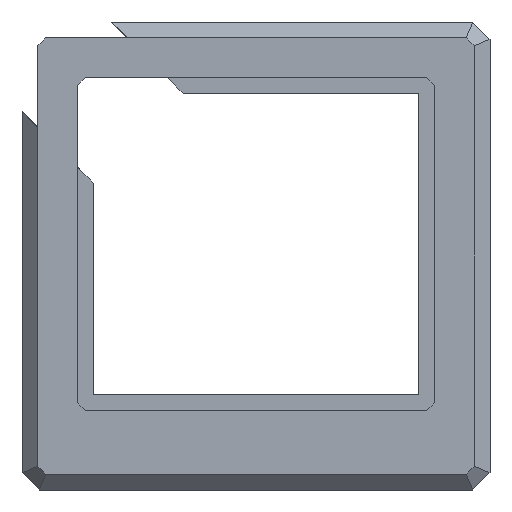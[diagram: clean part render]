
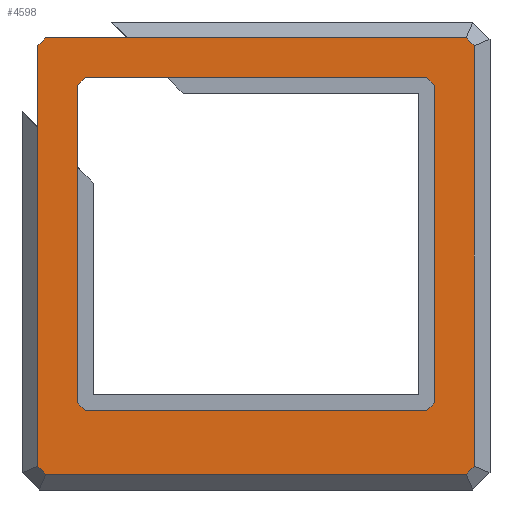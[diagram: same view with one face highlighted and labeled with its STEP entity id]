
A CAD part, front view. The second image highlights one B-rep face of the part: STEP entity #4598.
In plain terms, the highlighted planar face has unit normal (0, -1, 0).
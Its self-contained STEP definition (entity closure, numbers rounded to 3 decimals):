
#7 = EDGE_CURVE ( 'NONE', #1071, #909, #3390, .T. ) ;
#16 = ORIENTED_EDGE ( 'NONE', *, *, #4758, .T. ) ;
#167 = EDGE_CURVE ( 'NONE', #744, #1232, #1250, .T. ) ;
#168 = VECTOR ( 'NONE', #3604, 1000. ) ;
#213 = LINE ( 'NONE', #3221, #339 ) ;
#227 = VECTOR ( 'NONE', #283, 1000. ) ;
#250 = CARTESIAN_POINT ( 'NONE',  ( -27.5, -16., 0. ) ) ;
#283 = DIRECTION ( 'NONE',  ( -0.707, 0., -0.707 ) ) ;
#288 = CARTESIAN_POINT ( 'NONE',  ( 26.5, -16., 27.5 ) ) ;
#296 = LINE ( 'NONE', #1791, #367 ) ;
#329 = DIRECTION ( 'NONE',  ( 0.707, 0., 0.707 ) ) ;
#337 = CARTESIAN_POINT ( 'NONE',  ( -21.5, -16., -19.5 ) ) ;
#339 = VECTOR ( 'NONE', #1024, 1000. ) ;
#360 = CARTESIAN_POINT ( 'NONE',  ( 0., -16., -19.5 ) ) ;
#367 = VECTOR ( 'NONE', #3284, 1000. ) ;
#404 = CARTESIAN_POINT ( 'NONE',  ( 27.5, -16., -26.5 ) ) ;
#417 = AXIS2_PLACEMENT_3D ( 'NONE', #2505, #602, #1774 ) ;
#436 = VECTOR ( 'NONE', #2893, 1000. ) ;
#466 = ORIENTED_EDGE ( 'NONE', *, *, #2844, .T. ) ;
#554 = VERTEX_POINT ( 'NONE', #3917 ) ;
#571 = LINE ( 'NONE', #4771, #4192 ) ;
#602 = DIRECTION ( 'NONE',  ( 0., 1., 0. ) ) ;
#629 = VECTOR ( 'NONE', #3969, 1000. ) ;
#643 = LINE ( 'NONE', #2120, #168 ) ;
#648 = VECTOR ( 'NONE', #329, 1000. ) ;
#715 = VECTOR ( 'NONE', #882, 1000. ) ;
#718 = EDGE_CURVE ( 'NONE', #3925, #2576, #296, .T. ) ;
#722 = CARTESIAN_POINT ( 'NONE',  ( -26.5, -16., -27.5 ) ) ;
#735 = CARTESIAN_POINT ( 'NONE',  ( 22.5, -16., -18.5 ) ) ;
#744 = VERTEX_POINT ( 'NONE', #735 ) ;
#762 = DIRECTION ( 'NONE',  ( -1., 0., 0. ) ) ;
#790 = VERTEX_POINT ( 'NONE', #4060 ) ;
#860 = CARTESIAN_POINT ( 'NONE',  ( -26.5, -16., -27.5 ) ) ;
#882 = DIRECTION ( 'NONE',  ( 0., 0., 1. ) ) ;
#909 = VERTEX_POINT ( 'NONE', #2033 ) ;
#933 = CARTESIAN_POINT ( 'NONE',  ( 27.5, -16., 26.5 ) ) ;
#937 = VERTEX_POINT ( 'NONE', #2864 ) ;
#1024 = DIRECTION ( 'NONE',  ( 0., 0., 1. ) ) ;
#1071 = VERTEX_POINT ( 'NONE', #337 ) ;
#1084 = ORIENTED_EDGE ( 'NONE', *, *, #3745, .T. ) ;
#1158 = CARTESIAN_POINT ( 'NONE',  ( 0., -16., -27.5 ) ) ;
#1170 = CARTESIAN_POINT ( 'NONE',  ( -21.5, -16., 22.5 ) ) ;
#1232 = VERTEX_POINT ( 'NONE', #2734 ) ;
#1250 = LINE ( 'NONE', #2733, #715 ) ;
#1265 = VERTEX_POINT ( 'NONE', #860 ) ;
#1371 = EDGE_CURVE ( 'NONE', #937, #1265, #3385, .T. ) ;
#1372 = EDGE_CURVE ( 'NONE', #1071, #4322, #4141, .T. ) ;
#1382 = ORIENTED_EDGE ( 'NONE', *, *, #4624, .T. ) ;
#1405 = ORIENTED_EDGE ( 'NONE', *, *, #3277, .T. ) ;
#1413 = VECTOR ( 'NONE', #762, 1000. ) ;
#1484 = DIRECTION ( 'NONE',  ( -0.707, 0., 0.707 ) ) ;
#1504 = LINE ( 'NONE', #404, #648 ) ;
#1633 = VECTOR ( 'NONE', #1853, 1000. ) ;
#1668 = EDGE_CURVE ( 'NONE', #744, #909, #1794, .T. ) ;
#1684 = EDGE_CURVE ( 'NONE', #2576, #2792, #643, .T. ) ;
#1744 = EDGE_CURVE ( 'NONE', #2481, #1265, #3400, .T. ) ;
#1774 = DIRECTION ( 'NONE',  ( 0., 0., 1. ) ) ;
#1791 = CARTESIAN_POINT ( 'NONE',  ( 26.5, -16., 27.5 ) ) ;
#1794 = LINE ( 'NONE', #4302, #629 ) ;
#1805 = VERTEX_POINT ( 'NONE', #4490 ) ;
#1835 = CARTESIAN_POINT ( 'NONE',  ( 27.5, -16., 0. ) ) ;
#1853 = DIRECTION ( 'NONE',  ( 1., 0., 0. ) ) ;
#1925 = VECTOR ( 'NONE', #3303, 1000. ) ;
#2018 = VECTOR ( 'NONE', #3150, 1000. ) ;
#2030 = EDGE_CURVE ( 'NONE', #2616, #937, #2791, .T. ) ;
#2033 = CARTESIAN_POINT ( 'NONE',  ( 21.5, -16., -19.5 ) ) ;
#2120 = CARTESIAN_POINT ( 'NONE',  ( 0., -16., 27.5 ) ) ;
#2185 = ORIENTED_EDGE ( 'NONE', *, *, #1372, .T. ) ;
#2195 = EDGE_CURVE ( 'NONE', #3925, #1805, #2639, .T. ) ;
#2201 = CARTESIAN_POINT ( 'NONE',  ( -22.5, -16., -18.5 ) ) ;
#2293 = ORIENTED_EDGE ( 'NONE', *, *, #2195, .F. ) ;
#2307 = ORIENTED_EDGE ( 'NONE', *, *, #1668, .T. ) ;
#2479 = LINE ( 'NONE', #4305, #2018 ) ;
#2481 = VERTEX_POINT ( 'NONE', #4650 ) ;
#2505 = CARTESIAN_POINT ( 'NONE',  ( 0., -16., 0. ) ) ;
#2576 = VERTEX_POINT ( 'NONE', #288 ) ;
#2616 = VERTEX_POINT ( 'NONE', #2635 ) ;
#2635 = CARTESIAN_POINT ( 'NONE',  ( -27.5, -16., 26.5 ) ) ;
#2639 = LINE ( 'NONE', #1835, #1925 ) ;
#2661 = CARTESIAN_POINT ( 'NONE',  ( -26.5, -16., 27.5 ) ) ;
#2676 = DIRECTION ( 'NONE',  ( 0.707, 0., -0.707 ) ) ;
#2733 = CARTESIAN_POINT ( 'NONE',  ( 22.5, -16., 0. ) ) ;
#2734 = CARTESIAN_POINT ( 'NONE',  ( 22.5, -16., 21.5 ) ) ;
#2791 = LINE ( 'NONE', #250, #436 ) ;
#2792 = VERTEX_POINT ( 'NONE', #2661 ) ;
#2844 = EDGE_CURVE ( 'NONE', #2792, #2616, #3882, .T. ) ;
#2864 = CARTESIAN_POINT ( 'NONE',  ( -27.5, -16., -26.5 ) ) ;
#2879 = PLANE ( 'NONE',  #417 ) ;
#2893 = DIRECTION ( 'NONE',  ( 0., 0., -1. ) ) ;
#3048 = CARTESIAN_POINT ( 'NONE',  ( -22., -16., 22. ) ) ;
#3074 = LINE ( 'NONE', #3048, #4621 ) ;
#3140 = ORIENTED_EDGE ( 'NONE', *, *, #718, .T. ) ;
#3150 = DIRECTION ( 'NONE',  ( 1., 0., 0. ) ) ;
#3168 = VERTEX_POINT ( 'NONE', #1170 ) ;
#3221 = CARTESIAN_POINT ( 'NONE',  ( -22.5, -16., 0. ) ) ;
#3277 = EDGE_CURVE ( 'NONE', #3168, #554, #2479, .T. ) ;
#3284 = DIRECTION ( 'NONE',  ( -0.707, 0., 0.707 ) ) ;
#3291 = ORIENTED_EDGE ( 'NONE', *, *, #1684, .T. ) ;
#3303 = DIRECTION ( 'NONE',  ( 0., 0., -1. ) ) ;
#3331 = ORIENTED_EDGE ( 'NONE', *, *, #7, .F. ) ;
#3385 = LINE ( 'NONE', #722, #3829 ) ;
#3390 = LINE ( 'NONE', #360, #1633 ) ;
#3400 = LINE ( 'NONE', #1158, #1413 ) ;
#3505 = DIRECTION ( 'NONE',  ( 0.707, 0., 0.707 ) ) ;
#3536 = FACE_OUTER_BOUND ( 'NONE', #4212, .T. ) ;
#3604 = DIRECTION ( 'NONE',  ( -1., 0., 0. ) ) ;
#3614 = CARTESIAN_POINT ( 'NONE',  ( -27.5, -16., 26.5 ) ) ;
#3727 = ORIENTED_EDGE ( 'NONE', *, *, #1371, .T. ) ;
#3745 = EDGE_CURVE ( 'NONE', #554, #1232, #571, .T. ) ;
#3789 = ORIENTED_EDGE ( 'NONE', *, *, #4493, .T. ) ;
#3829 = VECTOR ( 'NONE', #2676, 1000. ) ;
#3882 = LINE ( 'NONE', #3614, #227 ) ;
#3917 = CARTESIAN_POINT ( 'NONE',  ( 21.5, -16., 22.5 ) ) ;
#3925 = VERTEX_POINT ( 'NONE', #933 ) ;
#3964 = DIRECTION ( 'NONE',  ( 0.707, 0., -0.707 ) ) ;
#3969 = DIRECTION ( 'NONE',  ( -0.707, 0., -0.707 ) ) ;
#3971 = ORIENTED_EDGE ( 'NONE', *, *, #2030, .T. ) ;
#4034 = ORIENTED_EDGE ( 'NONE', *, *, #167, .F. ) ;
#4060 = CARTESIAN_POINT ( 'NONE',  ( -22.5, -16., 21.5 ) ) ;
#4141 = LINE ( 'NONE', #4523, #4440 ) ;
#4192 = VECTOR ( 'NONE', #3964, 1000. ) ;
#4212 = EDGE_LOOP ( 'NONE', ( #4737, #1382, #2293, #3140, #3291, #466, #3971, #3727 ) ) ;
#4302 = CARTESIAN_POINT ( 'NONE',  ( 20.5, -16., -20.5 ) ) ;
#4305 = CARTESIAN_POINT ( 'NONE',  ( 0., -16., 22.5 ) ) ;
#4322 = VERTEX_POINT ( 'NONE', #2201 ) ;
#4440 = VECTOR ( 'NONE', #1484, 1000. ) ;
#4490 = CARTESIAN_POINT ( 'NONE',  ( 27.5, -16., -26.5 ) ) ;
#4493 = EDGE_CURVE ( 'NONE', #4322, #790, #213, .T. ) ;
#4523 = CARTESIAN_POINT ( 'NONE',  ( -20.5, -16., -20.5 ) ) ;
#4598 = ADVANCED_FACE ( 'NONE', ( #4691, #3536 ), #2879, .F. ) ;
#4621 = VECTOR ( 'NONE', #3505, 1000. ) ;
#4624 = EDGE_CURVE ( 'NONE', #2481, #1805, #1504, .T. ) ;
#4650 = CARTESIAN_POINT ( 'NONE',  ( 26.5, -16., -27.5 ) ) ;
#4691 = FACE_BOUND ( 'NONE', #4703, .T. ) ;
#4703 = EDGE_LOOP ( 'NONE', ( #3331, #2185, #3789, #16, #1405, #1084, #4034, #2307 ) ) ;
#4737 = ORIENTED_EDGE ( 'NONE', *, *, #1744, .F. ) ;
#4758 = EDGE_CURVE ( 'NONE', #790, #3168, #3074, .T. ) ;
#4771 = CARTESIAN_POINT ( 'NONE',  ( 22., -16., 22. ) ) ;
